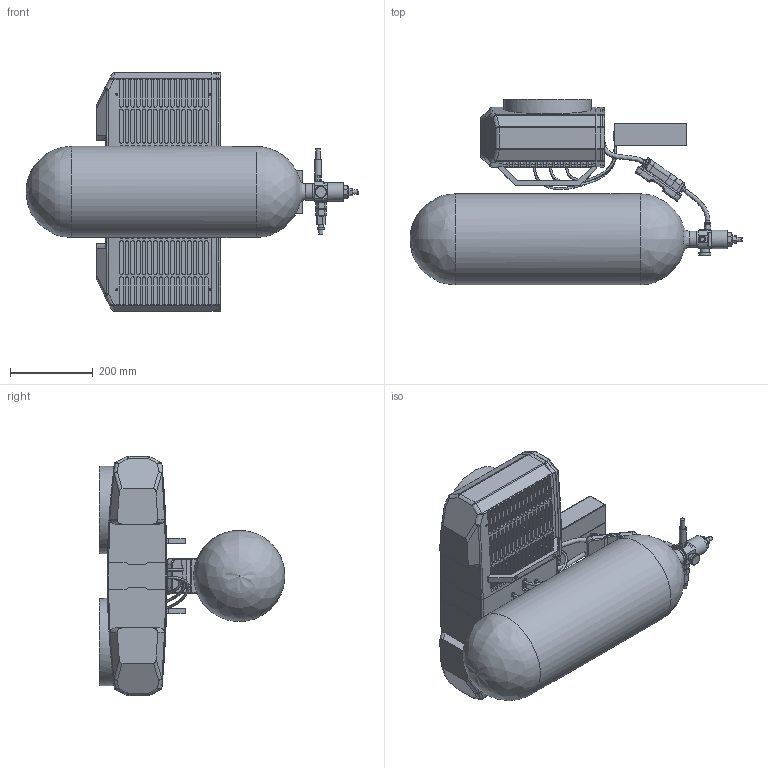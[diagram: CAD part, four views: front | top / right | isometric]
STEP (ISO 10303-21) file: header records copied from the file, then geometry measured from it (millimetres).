
FILE_DESCRIPTION(('FreeCAD Model'),'2;1');
FILE_NAME('Open CASCADE Shape Model','2025-04-26T21:34:31',('FreeCAD'),( 'FreeCAD'),'Open CASCADE STEP processor 7.6','FreeCAD','Unknown');
FILE_SCHEMA(('AUTOMOTIVE_DESIGN { 1 0 10303 214 1 1 1 1 }'));
Products named in the file (1): Open CASCADE STEP translator 7.6 1
Bounding box: 800.1 x 447.44 x 576.7 mm (x, y, z)
Volume: 42925072.5 mm3; surface area: 4167871.4 mm2
Topology: 44 solids, 44 shells, 1253 faces, 2956 edges, 1886 vertices
Faces by surface type: bspline 1253
Entity records: 43057 total; most frequent: CARTESIAN_POINT 25667, ORIENTED_EDGE 5880, EDGE_CURVE 2940, VERTEX_POINT 1886, B_SPLINE_CURVE_WITH_KNOTS 1852, FACE_BOUND 1382, EDGE_LOOP 1382, ADVANCED_FACE 1253
